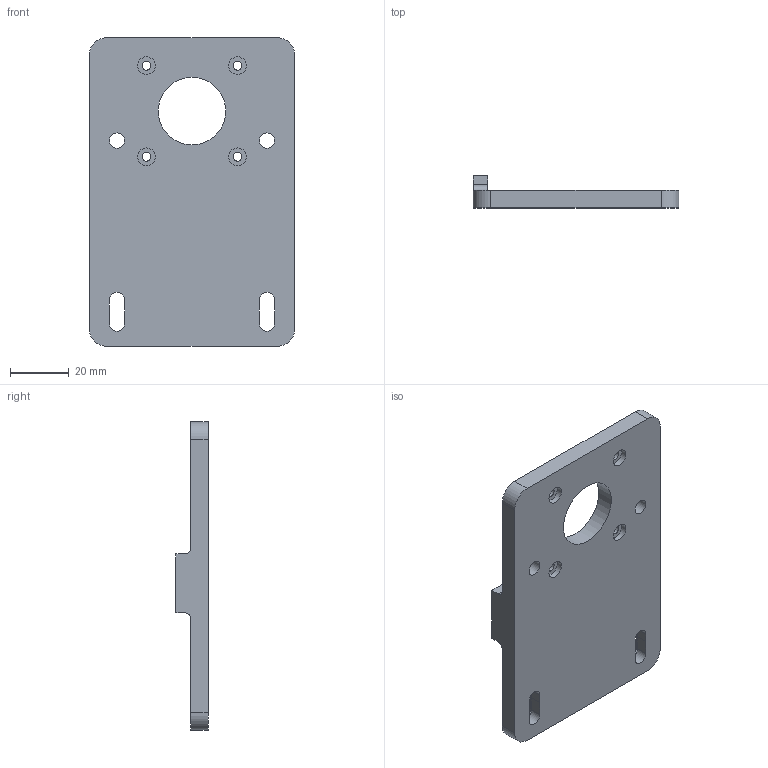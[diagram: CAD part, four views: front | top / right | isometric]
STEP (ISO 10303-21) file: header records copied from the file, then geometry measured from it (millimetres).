
FILE_DESCRIPTION(/* description */ (''),/* implementation_level */ '2;1');
FILE_NAME(/* name */ '03 X-Axis Stepper Mount v1.step',/* time_stamp */ '2022-09-06T09:31:56-04:00',/* author */ (''),/* organization */ (''),/* preprocessor_version */ 'ST-DEVELOPER v19',/* originating_system */ 'Autodesk Translation Framework v11.7.0.108',/* authorisation */ '');
FILE_SCHEMA (('AUTOMOTIVE_DESIGN { 1 0 10303 214 3 1 1 }'));
Length unit declared in the file: millimetre
Products named in the file (1): 03 X-Axis Stepper Mount
Bounding box: 70 x 11 x 105 mm (x, y, z)
Volume: 40183 mm3; surface area: 17141.2 mm2
Topology: 1 solids, 1 shells, 86 faces, 222 edges, 148 vertices
Faces by surface type: plane 63, cylinder 23
Full cylindrical faces by diameter (mm): 2.5 x2, 3 x4, 5.2 x2, 6 x4, 23 x1
Entity records: 2681 total; most frequent: CARTESIAN_POINT 457, ORIENTED_EDGE 444, DIRECTION 442, EDGE_CURVE 222, LINE 176, VECTOR 176, VERTEX_POINT 148, AXIS2_PLACEMENT_3D 133
